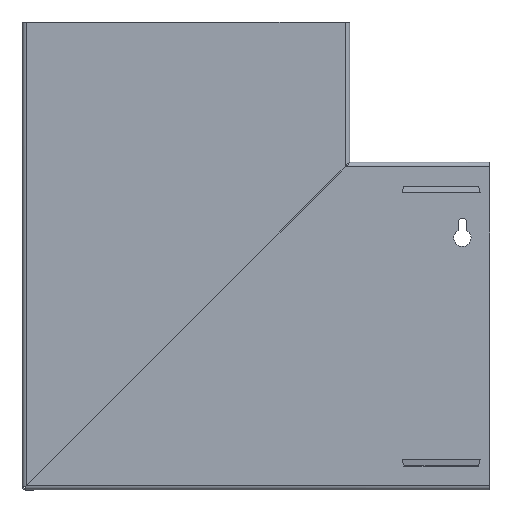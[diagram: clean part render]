
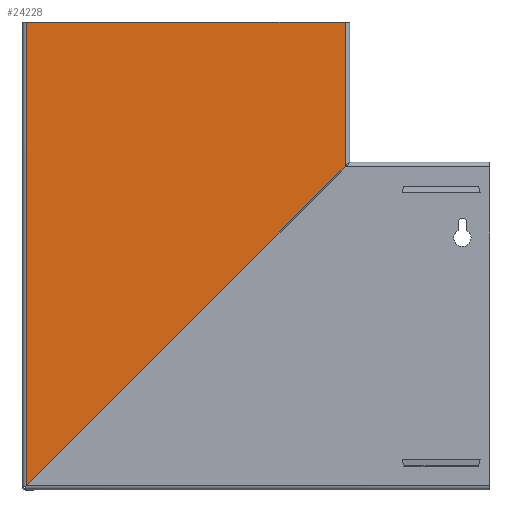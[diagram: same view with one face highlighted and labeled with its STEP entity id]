
A CAD part, left-side view. The second image highlights one B-rep face of the part: STEP entity #24228.
In plain terms, the highlighted planar face has unit normal (-1, 0, 0).
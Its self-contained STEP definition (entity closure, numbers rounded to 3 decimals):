
#214 = VERTEX_POINT ( 'NONE', #17529 ) ;
#311 = DIRECTION ( 'NONE',  ( 0., 1., 0. ) ) ;
#314 = ORIENTED_EDGE ( 'NONE', *, *, #25553, .T. ) ;
#357 = VECTOR ( 'NONE', #10086, 1000. ) ;
#559 = CARTESIAN_POINT ( 'NONE',  ( 0., 102., 298.9 ) ) ;
#2132 = CARTESIAN_POINT ( 'NONE',  ( 0., -102., 298.9 ) ) ;
#3717 = LINE ( 'NONE', #559, #24886 ) ;
#6730 = DIRECTION ( 'NONE',  ( 0., 0., -1. ) ) ;
#6806 = ORIENTED_EDGE ( 'NONE', *, *, #7816, .F. ) ;
#7357 = AXIS2_PLACEMENT_3D ( 'NONE', #22413, #10144, #24480 ) ;
#7385 = VECTOR ( 'NONE', #311, 1000. ) ;
#7816 = EDGE_CURVE ( 'NONE', #11676, #9117, #17260, .T. ) ;
#7885 = EDGE_LOOP ( 'NONE', ( #9519, #6806, #314, #12693 ) ) ;
#9117 = VERTEX_POINT ( 'NONE', #14401 ) ;
#9519 = ORIENTED_EDGE ( 'NONE', *, *, #14080, .F. ) ;
#9873 = PLANE ( 'NONE',  #7357 ) ;
#10086 = DIRECTION ( 'NONE',  ( 0., 0.707, -0.707 ) ) ;
#10144 = DIRECTION ( 'NONE',  ( -1., 0., 0. ) ) ;
#11676 = VERTEX_POINT ( 'NONE', #2132 ) ;
#11798 = VECTOR ( 'NONE', #6730, 1000. ) ;
#12693 = ORIENTED_EDGE ( 'NONE', *, *, #19309, .T. ) ;
#12845 = LINE ( 'NONE', #24851, #7385 ) ;
#14080 = EDGE_CURVE ( 'NONE', #9117, #214, #16078, .T. ) ;
#14401 = CARTESIAN_POINT ( 'NONE',  ( 0., -102., 206.001 ) ) ;
#16078 = LINE ( 'NONE', #20286, #357 ) ;
#16944 = DIRECTION ( 'NONE',  ( 0., 0., -1. ) ) ;
#17260 = LINE ( 'NONE', #21060, #11798 ) ;
#17529 = CARTESIAN_POINT ( 'NONE',  ( 0., 102., 2.001 ) ) ;
#17691 = FACE_OUTER_BOUND ( 'NONE', #7885, .T. ) ;
#17744 = VERTEX_POINT ( 'NONE', #19969 ) ;
#19309 = EDGE_CURVE ( 'NONE', #17744, #214, #3717, .T. ) ;
#19969 = CARTESIAN_POINT ( 'NONE',  ( 0., 102., 298.9 ) ) ;
#20286 = CARTESIAN_POINT ( 'NONE',  ( 0., -148.45, 252.45 ) ) ;
#21060 = CARTESIAN_POINT ( 'NONE',  ( 0., -102., 298.9 ) ) ;
#22413 = CARTESIAN_POINT ( 'NONE',  ( 0., -102., 298.9 ) ) ;
#24228 = ADVANCED_FACE ( 'NONE', ( #17691 ), #9873, .T. ) ;
#24480 = DIRECTION ( 'NONE',  ( 0., 0., 1. ) ) ;
#24851 = CARTESIAN_POINT ( 'NONE',  ( 0., -102., 298.9 ) ) ;
#24886 = VECTOR ( 'NONE', #16944, 1000. ) ;
#25553 = EDGE_CURVE ( 'NONE', #11676, #17744, #12845, .T. ) ;
